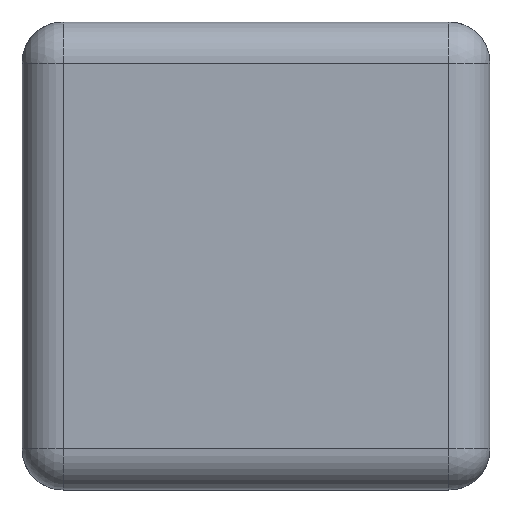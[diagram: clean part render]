
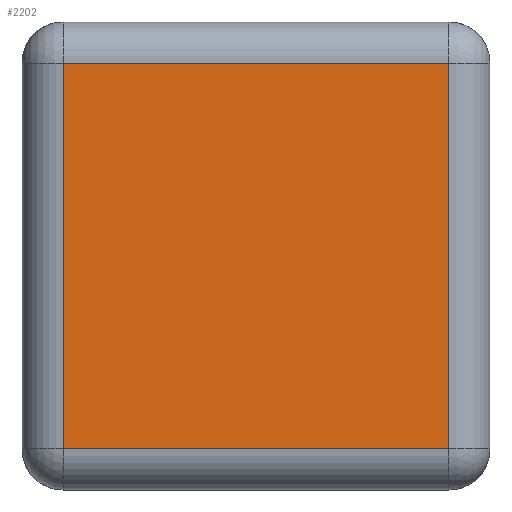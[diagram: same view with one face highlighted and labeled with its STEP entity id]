
A CAD part, left-side view. The second image highlights one B-rep face of the part: STEP entity #2202.
In plain terms, the highlighted planar face has unit normal (-1, 0, 0).
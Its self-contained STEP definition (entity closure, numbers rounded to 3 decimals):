
#47 = LINE ( 'NONE', #3667, #6363 ) ;
#85 = CARTESIAN_POINT ( 'NONE',  ( -1.6, -0.7, 1.7 ) ) ;
#165 = VECTOR ( 'NONE', #614, 1000. ) ;
#226 = VECTOR ( 'NONE', #6139, 1000. ) ;
#564 = CARTESIAN_POINT ( 'NONE',  ( -1.6, -0.7, 1.55 ) ) ;
#614 = DIRECTION ( 'NONE',  ( 0., 0., 1. ) ) ;
#808 = EDGE_CURVE ( 'NONE', #1576, #3200, #2155, .T. ) ;
#956 = EDGE_CURVE ( 'NONE', #3200, #2549, #1015, .T. ) ;
#1015 = LINE ( 'NONE', #4221, #3030 ) ;
#1081 = DIRECTION ( 'NONE',  ( 0., -1., 0. ) ) ;
#1576 = VERTEX_POINT ( 'NONE', #5844 ) ;
#1805 = DIRECTION ( 'NONE',  ( 0., 0., -1. ) ) ;
#1809 = LINE ( 'NONE', #2946, #226 ) ;
#1852 = CARTESIAN_POINT ( 'NONE',  ( -1.6, 0.7, 0.15 ) ) ;
#1857 = EDGE_LOOP ( 'NONE', ( #2909, #2354, #3097, #5742 ) ) ;
#2155 = LINE ( 'NONE', #85, #165 ) ;
#2202 = ADVANCED_FACE ( 'NONE', ( #3692 ), #6395, .F. ) ;
#2354 = ORIENTED_EDGE ( 'NONE', *, *, #6200, .T. ) ;
#2549 = VERTEX_POINT ( 'NONE', #2815 ) ;
#2646 = VERTEX_POINT ( 'NONE', #1852 ) ;
#2815 = CARTESIAN_POINT ( 'NONE',  ( -1.6, 0.7, 1.55 ) ) ;
#2909 = ORIENTED_EDGE ( 'NONE', *, *, #956, .T. ) ;
#2946 = CARTESIAN_POINT ( 'NONE',  ( -1.6, 0.7, 0. ) ) ;
#2973 = EDGE_CURVE ( 'NONE', #2646, #1576, #47, .T. ) ;
#3030 = VECTOR ( 'NONE', #5659, 1000. ) ;
#3097 = ORIENTED_EDGE ( 'NONE', *, *, #2973, .T. ) ;
#3200 = VERTEX_POINT ( 'NONE', #564 ) ;
#3667 = CARTESIAN_POINT ( 'NONE',  ( -1.6, 0., 0.15 ) ) ;
#3692 = FACE_OUTER_BOUND ( 'NONE', #1857, .T. ) ;
#3792 = DIRECTION ( 'NONE',  ( 1., 0., 0. ) ) ;
#4221 = CARTESIAN_POINT ( 'NONE',  ( -1.6, 0.85, 1.55 ) ) ;
#4945 = AXIS2_PLACEMENT_3D ( 'NONE', #5790, #3792, #1805 ) ;
#5659 = DIRECTION ( 'NONE',  ( 0., 1., 0. ) ) ;
#5742 = ORIENTED_EDGE ( 'NONE', *, *, #808, .T. ) ;
#5790 = CARTESIAN_POINT ( 'NONE',  ( -1.6, 0., 1.7 ) ) ;
#5844 = CARTESIAN_POINT ( 'NONE',  ( -1.6, -0.7, 0.15 ) ) ;
#6139 = DIRECTION ( 'NONE',  ( 0., 0., -1. ) ) ;
#6200 = EDGE_CURVE ( 'NONE', #2549, #2646, #1809, .T. ) ;
#6363 = VECTOR ( 'NONE', #1081, 1000. ) ;
#6395 = PLANE ( 'NONE',  #4945 ) ;
